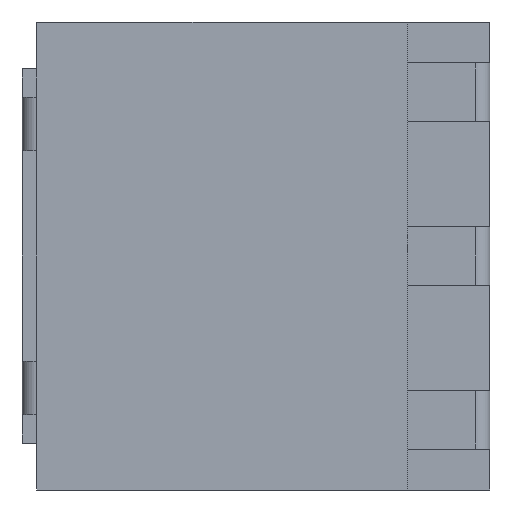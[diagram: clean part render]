
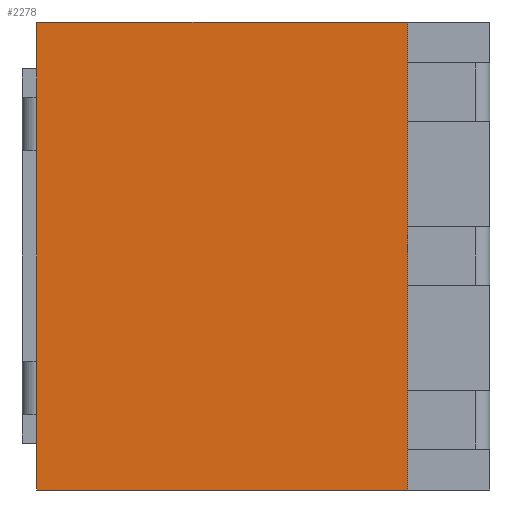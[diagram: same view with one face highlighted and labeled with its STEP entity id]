
A CAD part, left-side view. The second image highlights one B-rep face of the part: STEP entity #2278.
In plain terms, the highlighted planar face has unit normal (-1, 0, 0).
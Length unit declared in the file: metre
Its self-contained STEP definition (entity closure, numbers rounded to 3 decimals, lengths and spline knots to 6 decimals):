
#136=ORIENTED_EDGE('',*,*,#731,.F.);
#137=ORIENTED_EDGE('',*,*,#750,.F.);
#138=ORIENTED_EDGE('',*,*,#779,.T.);
#139=ORIENTED_EDGE('',*,*,#781,.T.);
#731=EDGE_CURVE('',#1067,#1057,#1291,.T.);
#750=EDGE_CURVE('',#1085,#1067,#1310,.T.);
#779=EDGE_CURVE('',#1085,#1107,#1339,.T.);
#781=EDGE_CURVE('',#1107,#1057,#1341,.T.);
#1057=VERTEX_POINT('',#3151);
#1067=VERTEX_POINT('',#3171);
#1085=VERTEX_POINT('',#3211);
#1107=VERTEX_POINT('',#3267);
#1291=LINE('',#3172,#1603);
#1310=LINE('',#3212,#1622);
#1339=LINE('',#3268,#1651);
#1341=LINE('',#3272,#1653);
#1603=VECTOR('',#2560,1.);
#1622=VECTOR('',#2585,1.);
#1651=VECTOR('',#2624,1.);
#1653=VECTOR('',#2628,1.);
#1914=EDGE_LOOP('',(#136,#137,#138,#139));
#2042=FACE_BOUND('',#1914,.T.);
#2170=PLANE('',#2411);
#2278=ADVANCED_FACE('',(#2042),#2170,.T.);
#2411=AXIS2_PLACEMENT_3D('',#3292,#2639,#2640);
#2560=DIRECTION('',(0.,1.,0.));
#2585=DIRECTION('',(0.,0.,-1.));
#2624=DIRECTION('',(0.,1.,0.));
#2628=DIRECTION('',(0.,0.,-1.));
#2639=DIRECTION('',(-1.,0.,0.));
#2640=DIRECTION('',(0.,1.,0.));
#3151=CARTESIAN_POINT('',(-0.00295,0.003874,-0.002));
#3171=CARTESIAN_POINT('',(-0.00295,0.000704,-0.002));
#3172=CARTESIAN_POINT('',(-0.00295,0.001497,-0.002));
#3211=CARTESIAN_POINT('',(-0.00295,0.000704,0.002));
#3212=CARTESIAN_POINT('',(-0.00295,0.000704,-0.002));
#3267=CARTESIAN_POINT('',(-0.00295,0.003874,0.002));
#3268=CARTESIAN_POINT('',(-0.00295,0.000704,0.002));
#3272=CARTESIAN_POINT('',(-0.00295,0.003874,0.002));
#3292=CARTESIAN_POINT('',(-0.00295,0.000704,0.002));
